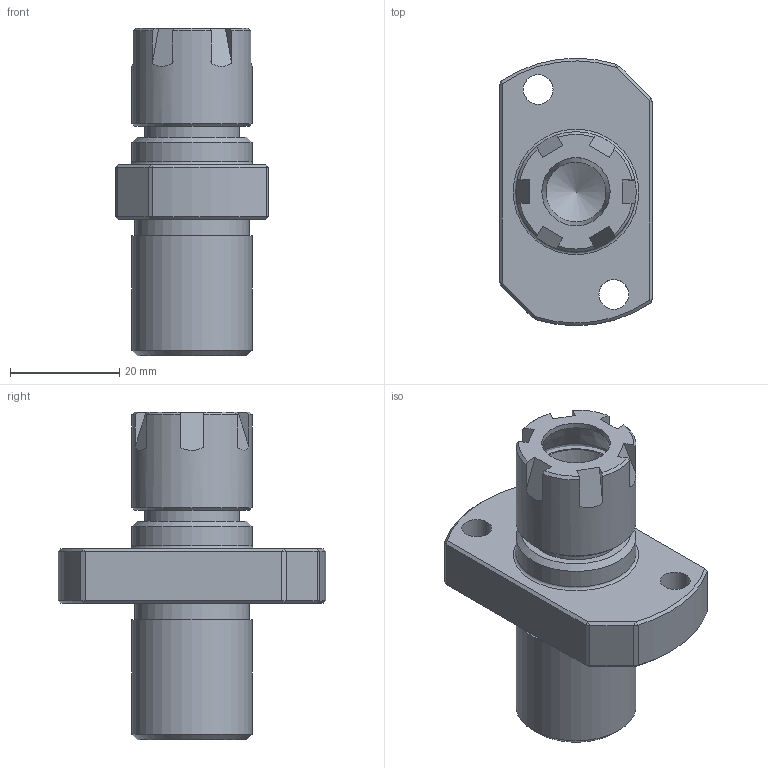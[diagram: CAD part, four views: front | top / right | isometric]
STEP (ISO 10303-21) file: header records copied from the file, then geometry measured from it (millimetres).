
FILE_DESCRIPTION(/* description */ (''),/* implementation_level */ '2;1');
FILE_NAME(/* name */ '4 - 54121-01 support fixe.stp',/* time_stamp */ '2015-05-29T13:56:48+02:00',/* author */ ('AIm'),/* organization */ (''),/* preprocessor_version */ 'ST-DEVELOPER v16.1',/* originating_system */ 'Autodesk Inventor 2016',/* authorisation */ '');
FILE_SCHEMA (('AUTOMOTIVE_DESIGN { 1 0 10303 214 3 1 1 }'));
Length unit declared in the file: millimetre
Products named in the file (3): 54121-01_contre_fixe; grand_ecrou; 4 - 54121-01 support fixe
Assembly tree (2 placements, depth 2):
  4 - 54121-01 support fixe
    54121-01_contre_fixe
    grand_ecrou
Bounding box: 28.1 x 49 x 60 mm (x, y, z)
Volume: 24405.8 mm3; surface area: 11151.9 mm2
Topology: 2 solids, 2 shells, 90 faces, 197 edges, 117 vertices
Faces by surface type: plane 58, cone 18, cylinder 13, torus 1
Full cylindrical faces by diameter (mm): 5.45 x2, 11 x1, 12.5 x1, 17.4 x1, 18 x1, 19 x1, 21 x1, 22 x3
Entity records: 2354 total; most frequent: CARTESIAN_POINT 421, DIRECTION 398, ORIENTED_EDGE 346, EDGE_CURVE 173, AXIS2_PLACEMENT_3D 150, EDGE_LOOP 122, VERTEX_POINT 113, LINE 98
